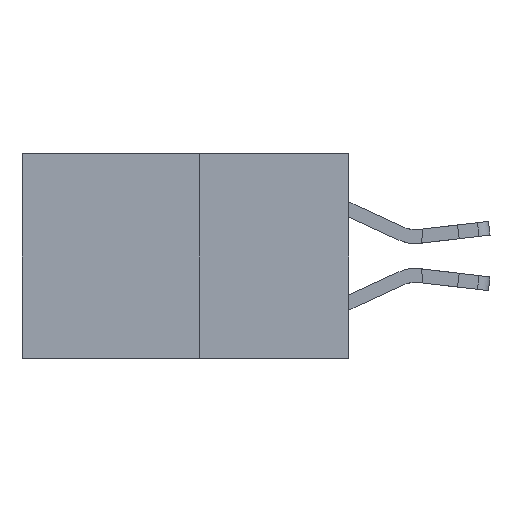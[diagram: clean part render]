
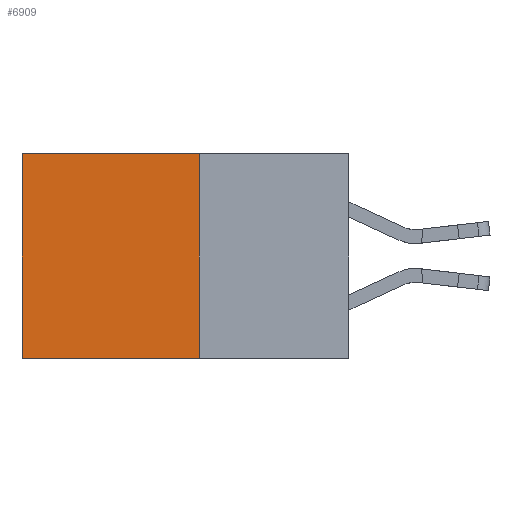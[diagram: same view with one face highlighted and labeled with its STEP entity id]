
A CAD part, left-side view. The second image highlights one B-rep face of the part: STEP entity #6909.
In plain terms, the highlighted planar face has unit normal (-1, 0, 0).
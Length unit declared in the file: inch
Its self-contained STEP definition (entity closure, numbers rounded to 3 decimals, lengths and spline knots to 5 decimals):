
#239 = ORIENTED_EDGE ( 'NONE', *, *, #8765, .F. ) ;
#318 = CARTESIAN_POINT ( 'NONE',  ( 0.277, 0.59, -0.37 ) ) ;
#846 = LINE ( 'NONE', #12364, #4580 ) ;
#1003 = VERTEX_POINT ( 'NONE', #14385 ) ;
#1053 = VECTOR ( 'NONE', #12018, 39.37008 ) ;
#1443 = DIRECTION ( 'NONE',  ( 0., 1., 0. ) ) ;
#2156 = DIRECTION ( 'NONE',  ( 0., 0., -1. ) ) ;
#2693 = EDGE_LOOP ( 'NONE', ( #8184, #10303, #239, #15949 ) ) ;
#3960 = CARTESIAN_POINT ( 'NONE',  ( 0.277, 0.27, 0. ) ) ;
#4101 = AXIS2_PLACEMENT_3D ( 'NONE', #17232, #14243, #13891 ) ;
#4173 = CARTESIAN_POINT ( 'NONE',  ( 0.277, 0.27, -0.37 ) ) ;
#4548 = VERTEX_POINT ( 'NONE', #14915 ) ;
#4580 = VECTOR ( 'NONE', #1443, 39.37008 ) ;
#4988 = CARTESIAN_POINT ( 'NONE',  ( 0.277, 0.27, -0.37 ) ) ;
#5480 = CARTESIAN_POINT ( 'NONE',  ( 0.277, 0.59, 0. ) ) ;
#6852 = VECTOR ( 'NONE', #16591, 39.37008 ) ;
#6909 = ADVANCED_FACE ( 'NONE', ( #9897 ), #14123, .F. ) ;
#8184 = ORIENTED_EDGE ( 'NONE', *, *, #15508, .T. ) ;
#8765 = EDGE_CURVE ( 'NONE', #1003, #9694, #11825, .T. ) ;
#9655 = VERTEX_POINT ( 'NONE', #5480 ) ;
#9694 = VERTEX_POINT ( 'NONE', #4173 ) ;
#9897 = FACE_OUTER_BOUND ( 'NONE', #2693, .T. ) ;
#10303 = ORIENTED_EDGE ( 'NONE', *, *, #12698, .F. ) ;
#11825 = LINE ( 'NONE', #4988, #15403 ) ;
#12018 = DIRECTION ( 'NONE',  ( 0., 1., 0. ) ) ;
#12364 = CARTESIAN_POINT ( 'NONE',  ( 0.277, 0.27, -0.37 ) ) ;
#12698 = EDGE_CURVE ( 'NONE', #9694, #4548, #846, .T. ) ;
#13891 = DIRECTION ( 'NONE',  ( 0., 0., -1. ) ) ;
#14055 = LINE ( 'NONE', #318, #6852 ) ;
#14123 = PLANE ( 'NONE',  #4101 ) ;
#14243 = DIRECTION ( 'NONE',  ( 1., 0., 0. ) ) ;
#14385 = CARTESIAN_POINT ( 'NONE',  ( 0.277, 0.27, 0. ) ) ;
#14915 = CARTESIAN_POINT ( 'NONE',  ( 0.277, 0.59, -0.37 ) ) ;
#15219 = EDGE_CURVE ( 'NONE', #1003, #9655, #15894, .T. ) ;
#15403 = VECTOR ( 'NONE', #2156, 39.37008 ) ;
#15508 = EDGE_CURVE ( 'NONE', #9655, #4548, #14055, .T. ) ;
#15894 = LINE ( 'NONE', #3960, #1053 ) ;
#15949 = ORIENTED_EDGE ( 'NONE', *, *, #15219, .T. ) ;
#16591 = DIRECTION ( 'NONE',  ( 0., 0., -1. ) ) ;
#17232 = CARTESIAN_POINT ( 'NONE',  ( 0.277, 0.27, -0.37 ) ) ;
